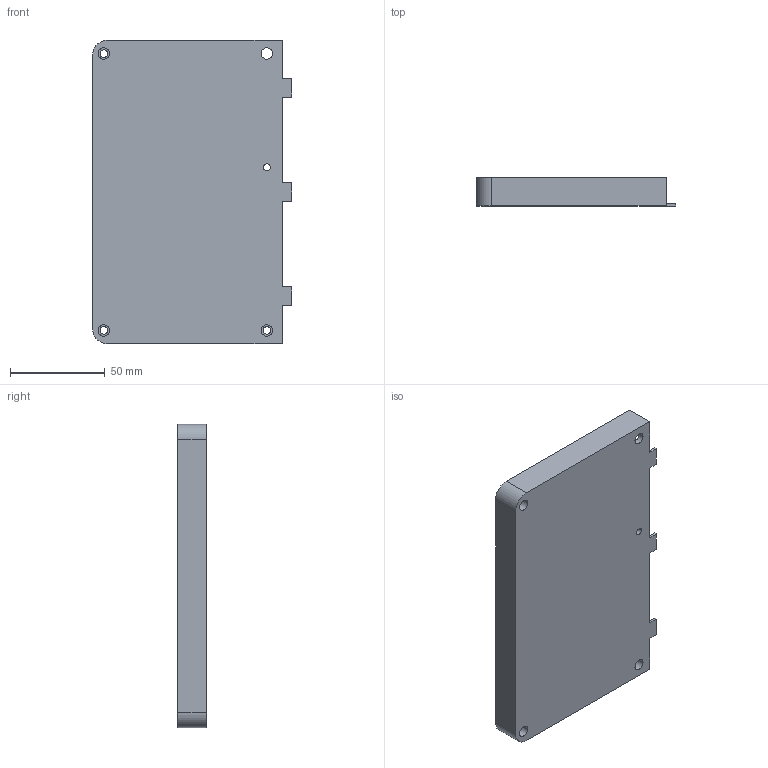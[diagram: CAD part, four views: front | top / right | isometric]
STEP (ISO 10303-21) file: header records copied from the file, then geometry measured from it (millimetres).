
FILE_DESCRIPTION((''),'2;1');
FILE_NAME('BASE_TASTIERA2','2023-03-04T10:09:15',('alexb'),(''),'CREO PARAMETRIC BY PTC INC, 2022164','CREO PARAMETRIC BY PTC INC, 2022164','');
FILE_SCHEMA(('CONFIG_CONTROL_DESIGN'));
Length unit declared in the file: millimetre
Products named in the file (1): BASE_TASTIERA2
Bounding box: 105 x 15 x 160 mm (x, y, z)
Volume: 58334.9 mm3; surface area: 43589.9 mm2
Topology: 1 solids, 1 shells, 61 faces, 162 edges, 108 vertices
Faces by surface type: plane 37, cylinder 24
Entity records: 1962 total; most frequent: DIRECTION 332, CARTESIAN_POINT 331, ORIENTED_EDGE 324, EDGE_CURVE 162, VECTOR 114, LINE 114, AXIS2_PLACEMENT_3D 109, VERTEX_POINT 108
